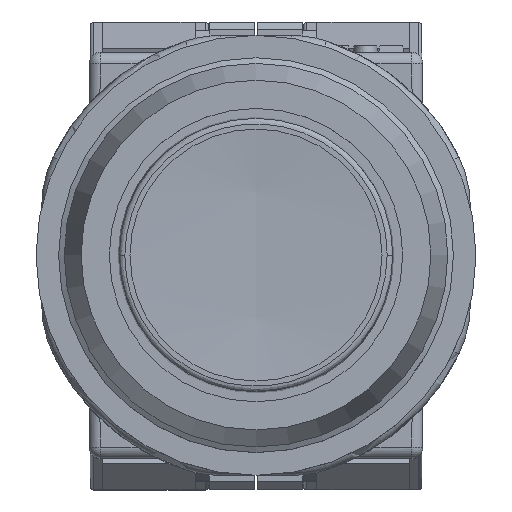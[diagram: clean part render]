
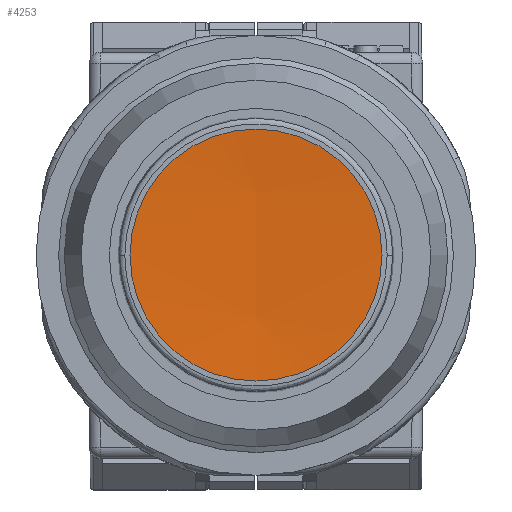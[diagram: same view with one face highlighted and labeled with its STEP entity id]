
A CAD part, top view. The second image highlights one B-rep face of the part: STEP entity #4253.
In plain terms, the highlighted spherical face has radius 125 mm.
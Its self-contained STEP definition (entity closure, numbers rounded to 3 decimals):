
#1045 = VERTEX_POINT ( 'NONE', #5418 ) ;
#1215 = ORIENTED_EDGE ( 'NONE', *, *, #9243, .T. ) ;
#2470 = DIRECTION ( 'NONE',  ( 1., 0., 0. ) ) ;
#3116 = DIRECTION ( 'NONE',  ( 0., 0., 1. ) ) ;
#4253 = ADVANCED_FACE ( 'NONE', ( #8979 ), #7912, .F. ) ;
#5399 = CIRCLE ( 'NONE', #13443, 11.169 ) ;
#5418 = CARTESIAN_POINT ( 'NONE',  ( 11.169, 0., 33.5 ) ) ;
#6844 = DIRECTION ( 'NONE',  ( 0., -1., 0. ) ) ;
#7114 = EDGE_LOOP ( 'NONE', ( #1215 ) ) ;
#7494 = DIRECTION ( 'NONE',  ( 1., 0., 0. ) ) ;
#7912 = SPHERICAL_SURFACE ( 'NONE', #8796, 125. ) ;
#8796 = AXIS2_PLACEMENT_3D ( 'NONE', #12290, #2470, #6844 ) ;
#8979 = FACE_OUTER_BOUND ( 'NONE', #7114, .T. ) ;
#9243 = EDGE_CURVE ( 'NONE', #1045, #1045, #5399, .T. ) ;
#12290 = CARTESIAN_POINT ( 'NONE',  ( 0., 0., 158. ) ) ;
#12942 = CARTESIAN_POINT ( 'NONE',  ( 0., 0., 33.5 ) ) ;
#13443 = AXIS2_PLACEMENT_3D ( 'NONE', #12942, #3116, #7494 ) ;
